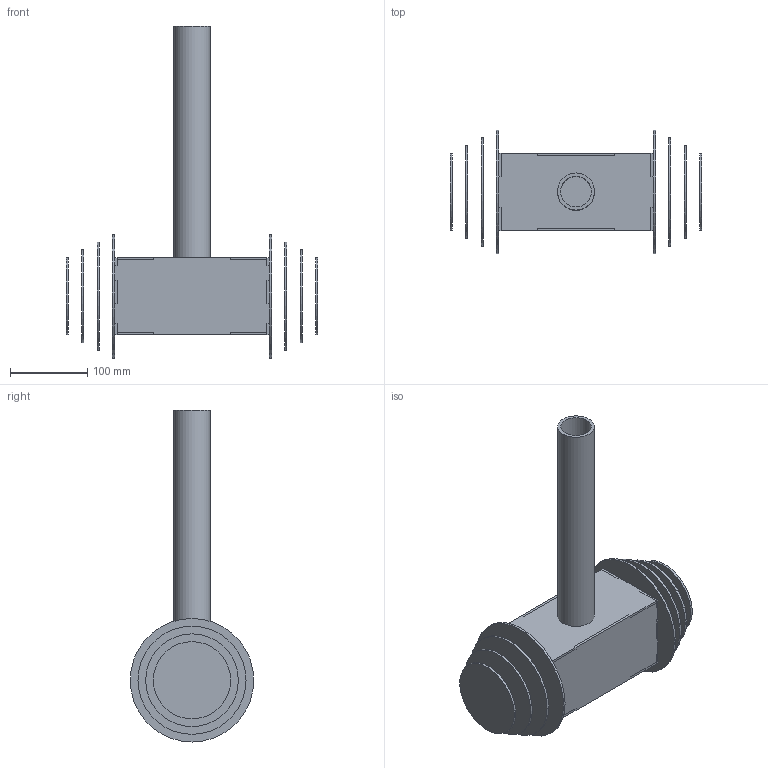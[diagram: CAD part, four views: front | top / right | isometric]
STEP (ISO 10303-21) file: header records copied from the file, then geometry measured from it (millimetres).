
FILE_DESCRIPTION(/* description */ (''),/* implementation_level */ '2;1');
FILE_NAME(/* name */ 'Hammer v1.step',/* time_stamp */ '2022-06-19T19:57:21+08:00',/* author */ (''),/* organization */ (''),/* preprocessor_version */ 'ST-DEVELOPER v19',/* originating_system */ 'Autodesk Translation Framework v11.7.0.108',/* authorisation */ '');
FILE_SCHEMA (('AUTOMOTIVE_DESIGN { 1 0 10303 214 3 1 1 }'));
Length unit declared in the file: millimetre
Products named in the file (1): Hammer
Bounding box: 326 x 160 x 430 mm (x, y, z)
Volume: 2537709 mm3; surface area: 636687.1 mm2
Topology: 17 solids, 17 shells, 216 faces, 548 edges, 368 vertices
Faces by surface type: plane 204, cylinder 12
Full cylindrical faces by diameter (mm): 40 x1, 48 x3, 100 x2, 120 x2, 140 x2, 160 x2
Entity records: 6437 total; most frequent: CARTESIAN_POINT 1133, ORIENTED_EDGE 1096, DIRECTION 1006, EDGE_CURVE 548, LINE 524, VECTOR 524, VERTEX_POINT 368, AXIS2_PLACEMENT_3D 241
